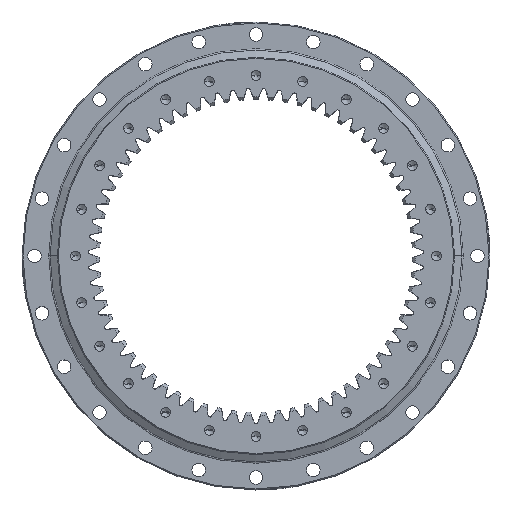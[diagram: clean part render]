
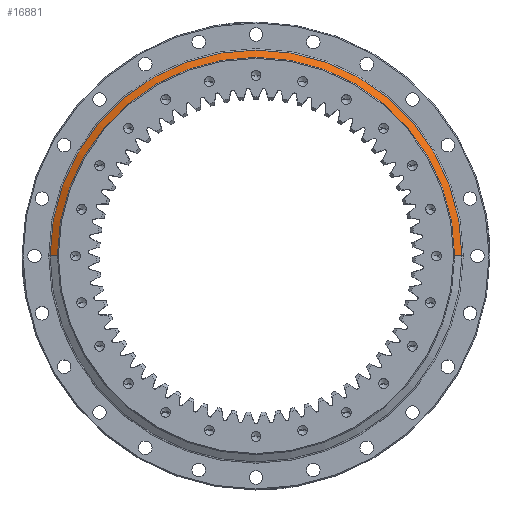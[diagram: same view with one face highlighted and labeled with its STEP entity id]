
A CAD part, top view. The second image highlights one B-rep face of the part: STEP entity #16881.
In plain terms, the highlighted conical face has half-angle 58.57 degrees and reference radius 206.25 mm.
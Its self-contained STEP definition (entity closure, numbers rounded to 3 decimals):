
#327 = CONICAL_SURFACE ( 'NONE', #11153, 206.25, 1.022 ) ;
#1345 = VECTOR ( 'NONE', #13046, 1000. ) ;
#2253 = AXIS2_PLACEMENT_3D ( 'NONE', #26567, #29444, #32852 ) ;
#2956 = VERTEX_POINT ( 'NONE', #3008 ) ;
#3008 = CARTESIAN_POINT ( 'NONE',  ( 199.25, 2., -206.25 ) ) ;
#6610 = VECTOR ( 'NONE', #40641, 1000. ) ;
#7235 = ORIENTED_EDGE ( 'NONE', *, *, #22944, .F. ) ;
#7921 = CARTESIAN_POINT ( 'NONE',  ( 199.25, 2., 206.25 ) ) ;
#10537 = AXIS2_PLACEMENT_3D ( 'NONE', #21054, #11207, #41103 ) ;
#10572 = EDGE_CURVE ( 'NONE', #26730, #36183, #17335, .T. ) ;
#11153 = AXIS2_PLACEMENT_3D ( 'NONE', #13701, #19980, #19063 ) ;
#11207 = DIRECTION ( 'NONE',  ( 0., -1., 0. ) ) ;
#11816 = EDGE_CURVE ( 'NONE', #21809, #36183, #16226, .T. ) ;
#13046 = DIRECTION ( 'NONE',  ( 0., -0.521, 0.853 ) ) ;
#13701 = CARTESIAN_POINT ( 'NONE',  ( 199.25, 2., 0. ) ) ;
#16226 = LINE ( 'NONE', #35743, #1345 ) ;
#16360 = CARTESIAN_POINT ( 'NONE',  ( 199.25, -2.61, -213.794 ) ) ;
#16881 = ADVANCED_FACE ( 'NONE', ( #24401 ), #327, .T. ) ;
#17335 = CIRCLE ( 'NONE', #2253, 213.794 ) ;
#17870 = CARTESIAN_POINT ( 'NONE',  ( 199.25, 2., -206.25 ) ) ;
#19063 = DIRECTION ( 'NONE',  ( 0., 0., -1. ) ) ;
#19980 = DIRECTION ( 'NONE',  ( 0., -1., 0. ) ) ;
#21054 = CARTESIAN_POINT ( 'NONE',  ( 199.25, 2., 0. ) ) ;
#21679 = ORIENTED_EDGE ( 'NONE', *, *, #38725, .T. ) ;
#21809 = VERTEX_POINT ( 'NONE', #7921 ) ;
#22944 = EDGE_CURVE ( 'NONE', #2956, #26730, #29612, .T. ) ;
#24401 = FACE_OUTER_BOUND ( 'NONE', #33782, .T. ) ;
#26567 = CARTESIAN_POINT ( 'NONE',  ( 199.25, -2.61, 0. ) ) ;
#26730 = VERTEX_POINT ( 'NONE', #16360 ) ;
#27773 = CIRCLE ( 'NONE', #10537, 206.25 ) ;
#29444 = DIRECTION ( 'NONE',  ( 0., -1., 0. ) ) ;
#29612 = LINE ( 'NONE', #17870, #6610 ) ;
#32852 = DIRECTION ( 'NONE',  ( 0., 0., -1. ) ) ;
#33261 = CARTESIAN_POINT ( 'NONE',  ( 199.25, -2.61, 213.794 ) ) ;
#33782 = EDGE_LOOP ( 'NONE', ( #21679, #39802, #40224, #7235 ) ) ;
#35743 = CARTESIAN_POINT ( 'NONE',  ( 199.25, 2., 206.25 ) ) ;
#36183 = VERTEX_POINT ( 'NONE', #33261 ) ;
#38725 = EDGE_CURVE ( 'NONE', #2956, #21809, #27773, .T. ) ;
#39802 = ORIENTED_EDGE ( 'NONE', *, *, #11816, .T. ) ;
#40224 = ORIENTED_EDGE ( 'NONE', *, *, #10572, .F. ) ;
#40641 = DIRECTION ( 'NONE',  ( 0., -0.521, -0.853 ) ) ;
#41103 = DIRECTION ( 'NONE',  ( 0., 0., -1. ) ) ;
